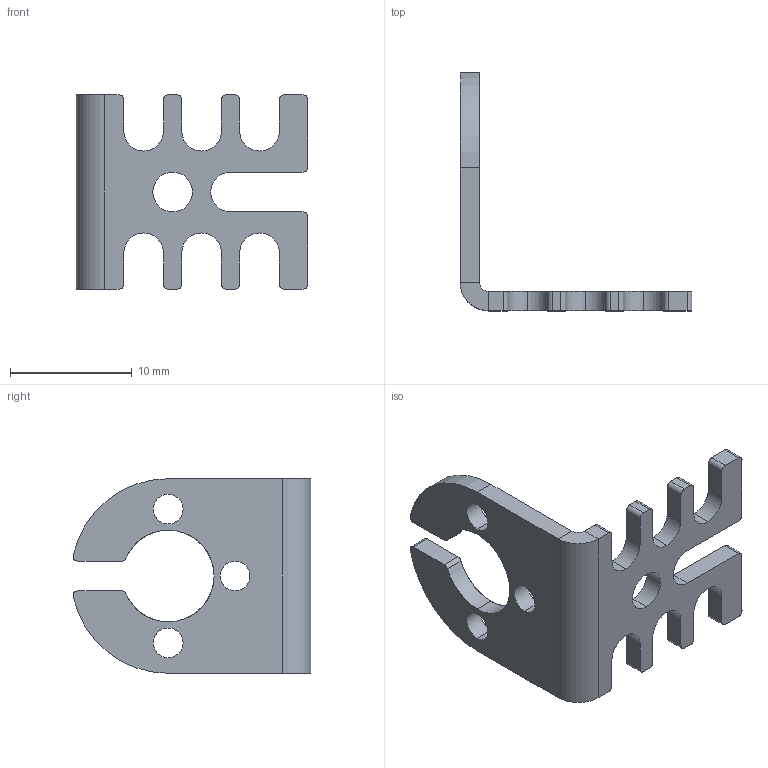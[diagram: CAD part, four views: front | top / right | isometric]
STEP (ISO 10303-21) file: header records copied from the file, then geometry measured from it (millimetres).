
FILE_DESCRIPTION(/* description */ (''),/* implementation_level */ '2;1');
FILE_NAME(/* name */ 'Spark_mount_R1 v1.step',/* time_stamp */ '2016-12-15T11:45:27-08:00',/* author */ (''),/* organization */ (''),/* preprocessor_version */ 'ST-DEVELOPER v16.5',/* originating_system */ 'Autodesk Translation Framework v5.2.0.2920',/* authorisation */ '');
FILE_SCHEMA (('AUTOMOTIVE_DESIGN { 1 0 10303 214 3 1 1 }'));
Length unit declared in the file: millimetre
Products named in the file (2): Spark_mount_R1 v1; Spark_mount_R1
Assembly tree (1 placements, depth 2):
  Spark_mount_R1 v1
    Spark_mount_R1
Bounding box: 19.05 x 19.56 x 16 mm (x, y, z)
Surface area: 1085.5 mm2 (no closed solid volume)
Topology: 0 solids, 79 shells, 79 faces, 428 edges, 428 vertices
Faces by surface type: cylinder 45, plane 34
Entity records: 4444 total; most frequent: CARTESIAN_POINT 938, DIRECTION 754, VERTEX_POINT 428, EDGE_CURVE 428, ORIENTED_EDGE 428, LINE 266, VECTOR 266, AXIS2_PLACEMENT_3D 244
